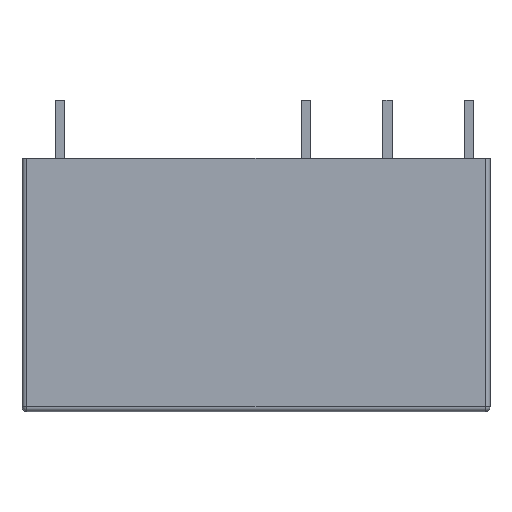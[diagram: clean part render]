
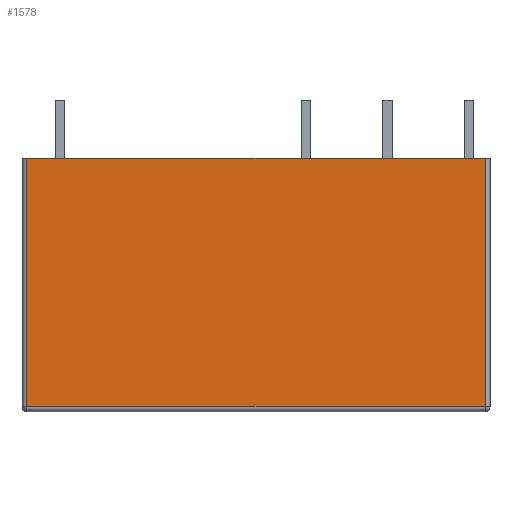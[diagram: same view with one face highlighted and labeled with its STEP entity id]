
A CAD part, front view. The second image highlights one B-rep face of the part: STEP entity #1578.
In plain terms, the highlighted planar face has unit normal (0, -1, 0).
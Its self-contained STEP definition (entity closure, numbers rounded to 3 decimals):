
#276=DIRECTION('',(1.,0.,0.));
#277=VECTOR('',#276,28.4);
#278=CARTESIAN_POINT('',(-14.2,-6.35,0.));
#279=LINE('',#278,#277);
#578=DIRECTION('',(0.,0.,-1.));
#579=VECTOR('',#578,15.4);
#580=CARTESIAN_POINT('',(-14.2,-6.35,0.));
#581=LINE('',#580,#579);
#582=DIRECTION('',(0.,0.,-1.));
#583=VECTOR('',#582,15.4);
#584=CARTESIAN_POINT('',(14.2,-6.35,0.));
#585=LINE('',#584,#583);
#586=DIRECTION('',(-1.,0.,0.));
#587=VECTOR('',#586,28.4);
#588=CARTESIAN_POINT('',(14.2,-6.35,-15.4));
#589=LINE('',#588,#587);
#815=CARTESIAN_POINT('',(-14.2,-6.35,0.));
#817=VERTEX_POINT('',#815);
#818=CARTESIAN_POINT('',(-14.2,-6.35,-15.4));
#819=VERTEX_POINT('',#818);
#826=CARTESIAN_POINT('',(14.2,-6.35,-15.4));
#827=VERTEX_POINT('',#826);
#842=CARTESIAN_POINT('',(14.2,-6.35,0.));
#844=VERTEX_POINT('',#842);
#1565=CARTESIAN_POINT('',(-14.5,-6.35,0.));
#1566=DIRECTION('',(0.,-1.,0.));
#1567=DIRECTION('',(1.,0.,0.));
#1568=AXIS2_PLACEMENT_3D('',#1565,#1566,#1567);
#1569=PLANE('',#1568);
#1570=ORIENTED_EDGE('',*,*,#1557,.F.);
#1571=ORIENTED_EDGE('',*,*,#857,.T.);
#1573=ORIENTED_EDGE('',*,*,#1572,.T.);
#1575=ORIENTED_EDGE('',*,*,#1574,.T.);
#1576=EDGE_LOOP('',(#1570,#1571,#1573,#1575));
#1577=FACE_OUTER_BOUND('',#1576,.F.);
#857=EDGE_CURVE('',#817,#844,#279,.T.);
#1557=EDGE_CURVE('',#817,#819,#581,.T.);
#1572=EDGE_CURVE('',#844,#827,#585,.T.);
#1574=EDGE_CURVE('',#827,#819,#589,.T.);
#1578=ADVANCED_FACE('',(#1577),#1569,.T.);
